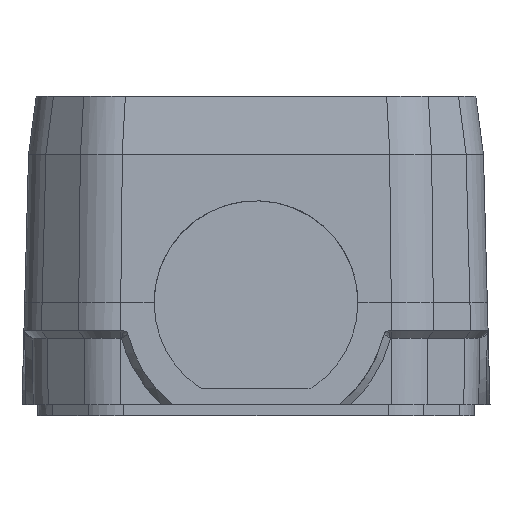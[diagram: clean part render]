
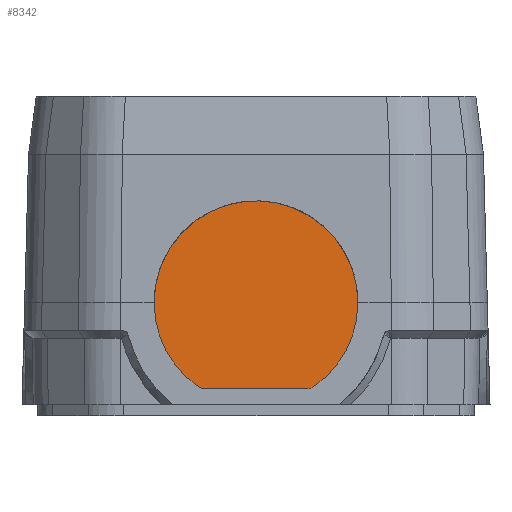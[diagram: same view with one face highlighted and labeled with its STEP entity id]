
A CAD part, left-side view. The second image highlights one B-rep face of the part: STEP entity #8342.
In plain terms, the highlighted planar face has unit normal (-1, 0, 0.026).
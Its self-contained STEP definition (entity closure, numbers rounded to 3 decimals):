
#8285=AXIS2_PLACEMENT_3D('Plane Axis2P3D',#8282,#8283,#8284) ;
#8290=AXIS2_PLACEMENT_3D('Ellipse Axis2P3D',#8287,#8288,#8289) ;
#8300=AXIS2_PLACEMENT_3D('Ellipse Axis2P3D',#8297,#8298,#8299) ;
#8308=AXIS2_PLACEMENT_3D('Ellipse Axis2P3D',#8305,#8306,#8307) ;
#8323=AXIS2_PLACEMENT_3D('Ellipse Axis2P3D',#8320,#8321,#8322) ;
#8331=AXIS2_PLACEMENT_3D('Ellipse Axis2P3D',#8328,#8329,#8330) ;
#8282=CARTESIAN_POINT('Axis2P3D Location',(-41.088,0.,11.657)) ;
#8287=CARTESIAN_POINT('Axis2P3D Location',(-40.869,0.,20.)) ;
#8292=CARTESIAN_POINT('Vertex',(-40.869,18.,20.)) ;
#8294=CARTESIAN_POINT('Vertex',(-40.869,-18.,20.)) ;
#8297=CARTESIAN_POINT('Axis2P3D Location',(-40.869,0.,20.)) ;
#8302=CARTESIAN_POINT('Vertex',(-41.258,10.172,5.15)) ;
#8305=CARTESIAN_POINT('Axis2P3D Location',(-41.215,9.042,6.8)) ;
#8310=CARTESIAN_POINT('Vertex',(-41.267,9.042,4.8)) ;
#8313=CARTESIAN_POINT('Line Origine',(-41.267,0.,4.8)) ;
#8317=CARTESIAN_POINT('Vertex',(-41.267,-9.042,4.8)) ;
#8320=CARTESIAN_POINT('Axis2P3D Location',(-41.215,-9.042,6.8)) ;
#8325=CARTESIAN_POINT('Vertex',(-41.258,-10.172,5.15)) ;
#8328=CARTESIAN_POINT('Axis2P3D Location',(-40.869,0.,20.)) ;
#8283=DIRECTION('Axis2P3D Direction',(-1.,0.,0.026)) ;
#8284=DIRECTION('Axis2P3D XDirection',(0.,1.,0.)) ;
#8288=DIRECTION('Axis2P3D Direction',(-1.,0.,0.026)) ;
#8289=DIRECTION('Axis2P3D XDirection',(0.026,0.,1.)) ;
#8298=DIRECTION('Axis2P3D Direction',(-1.,0.,0.026)) ;
#8299=DIRECTION('Axis2P3D XDirection',(-0.026,0.,-1.)) ;
#8306=DIRECTION('Axis2P3D Direction',(-1.,0.,0.026)) ;
#8307=DIRECTION('Axis2P3D XDirection',(-0.026,0.,-1.)) ;
#8314=DIRECTION('Vector Direction',(0.,-1.,0.)) ;
#8321=DIRECTION('Axis2P3D Direction',(-1.,0.,0.026)) ;
#8322=DIRECTION('Axis2P3D XDirection',(-0.026,0.,-1.)) ;
#8329=DIRECTION('Axis2P3D Direction',(-1.,0.,0.026)) ;
#8330=DIRECTION('Axis2P3D XDirection',(-0.026,0.,-1.)) ;
#8315=VECTOR('Line Direction',#8314,1.) ;
#8335=ORIENTED_EDGE('',*,*,#8296,.F.) ;
#8336=ORIENTED_EDGE('',*,*,#8304,.F.) ;
#8337=ORIENTED_EDGE('',*,*,#8312,.F.) ;
#8338=ORIENTED_EDGE('',*,*,#8319,.T.) ;
#8339=ORIENTED_EDGE('',*,*,#8327,.T.) ;
#8340=ORIENTED_EDGE('',*,*,#8333,.T.) ;
#8342=ADVANCED_FACE('Surface.149',(#8341),#8286,.T.) ;
#8296=EDGE_CURVE('',#8293,#8295,#8291,.F.) ;
#8304=EDGE_CURVE('',#8303,#8293,#8301,.F.) ;
#8312=EDGE_CURVE('',#8311,#8303,#8309,.F.) ;
#8319=EDGE_CURVE('',#8311,#8318,#8316,.T.) ;
#8327=EDGE_CURVE('',#8318,#8326,#8324,.T.) ;
#8333=EDGE_CURVE('',#8326,#8295,#8332,.T.) ;
#8334=EDGE_LOOP('',(#8335,#8336,#8337,#8338,#8339,#8340)) ;
#8291=ELLIPSE('Ellipse',#8290,18.006,18.) ;
#8301=ELLIPSE('Ellipse',#8300,18.006,18.) ;
#8309=ELLIPSE('Ellipse',#8308,2.001,2.) ;
#8324=ELLIPSE('Ellipse',#8323,2.001,2.) ;
#8332=ELLIPSE('Ellipse',#8331,18.006,18.) ;
#8341=FACE_OUTER_BOUND('',#8334,.T.) ;
#8316=LINE('Line',#8313,#8315) ;
#8286=PLANE('',#8285) ;
#8293=VERTEX_POINT('',#8292) ;
#8295=VERTEX_POINT('',#8294) ;
#8303=VERTEX_POINT('',#8302) ;
#8311=VERTEX_POINT('',#8310) ;
#8318=VERTEX_POINT('',#8317) ;
#8326=VERTEX_POINT('',#8325) ;
